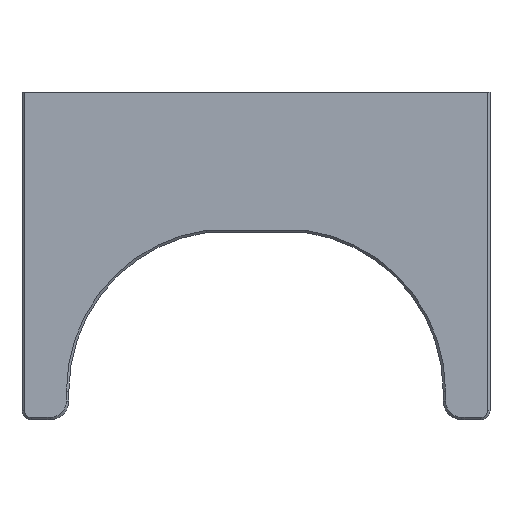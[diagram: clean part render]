
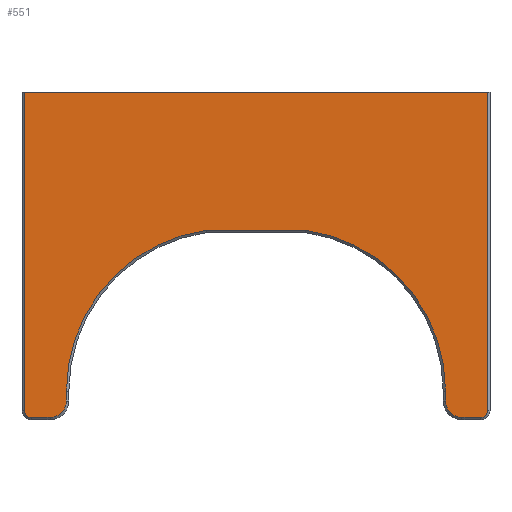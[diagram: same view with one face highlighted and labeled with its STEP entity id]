
A CAD part, front view. The second image highlights one B-rep face of the part: STEP entity #551.
In plain terms, the highlighted planar face has unit normal (0, -1, 0).
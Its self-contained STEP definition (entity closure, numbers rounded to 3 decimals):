
#7 = AXIS2_PLACEMENT_3D ( 'NONE', #812, #406, #598 ) ;
#19 = EDGE_CURVE ( 'NONE', #1309, #173, #612, .T. ) ;
#23 = CARTESIAN_POINT ( 'NONE',  ( -5.319, -7.5, 20.25 ) ) ;
#31 = CARTESIAN_POINT ( 'NONE',  ( 22., -7.5, 0.25 ) ) ;
#44 = CIRCLE ( 'NONE', #537, 17.355 ) ;
#105 = EDGE_CURVE ( 'NONE', #818, #1236, #1114, .T. ) ;
#111 = LINE ( 'NONE', #1172, #739 ) ;
#147 = VERTEX_POINT ( 'NONE', #783 ) ;
#150 = EDGE_CURVE ( 'NONE', #673, #1113, #684, .T. ) ;
#173 = VERTEX_POINT ( 'NONE', #1107 ) ;
#177 = CARTESIAN_POINT ( 'NONE',  ( -24.75, -7.5, 35. ) ) ;
#178 = CARTESIAN_POINT ( 'NONE',  ( -22., -7.5, 0.25 ) ) ;
#188 = VERTEX_POINT ( 'NONE', #975 ) ;
#193 = DIRECTION ( 'NONE',  ( -1., 0., 0. ) ) ;
#216 = DIRECTION ( 'NONE',  ( 0., 1., 0. ) ) ;
#217 = DIRECTION ( 'NONE',  ( -1., 0., 0. ) ) ;
#243 = LINE ( 'NONE', #1322, #929 ) ;
#249 = DIRECTION ( 'NONE',  ( 0., 0., 1. ) ) ;
#276 = VECTOR ( 'NONE', #405, 1000. ) ;
#284 = AXIS2_PLACEMENT_3D ( 'NONE', #732, #1382, #948 ) ;
#303 = CARTESIAN_POINT ( 'NONE',  ( 24., -7.5, 1. ) ) ;
#352 = EDGE_CURVE ( 'NONE', #1236, #1104, #382, .T. ) ;
#353 = EDGE_CURVE ( 'NONE', #647, #476, #44, .T. ) ;
#355 = VECTOR ( 'NONE', #1021, 1000. ) ;
#368 = EDGE_CURVE ( 'NONE', #147, #1309, #1252, .T. ) ;
#372 = ORIENTED_EDGE ( 'NONE', *, *, #353, .T. ) ;
#381 = ORIENTED_EDGE ( 'NONE', *, *, #1214, .T. ) ;
#382 = LINE ( 'NONE', #836, #355 ) ;
#386 = VERTEX_POINT ( 'NONE', #1057 ) ;
#388 = CARTESIAN_POINT ( 'NONE',  ( -20.25, -7.5, 3.065 ) ) ;
#397 = DIRECTION ( 'NONE',  ( 0., 0., -1. ) ) ;
#405 = DIRECTION ( 'NONE',  ( 1., 0., 0. ) ) ;
#406 = DIRECTION ( 'NONE',  ( 0., -1., 0. ) ) ;
#417 = ORIENTED_EDGE ( 'NONE', *, *, #1302, .T. ) ;
#431 = CARTESIAN_POINT ( 'NONE',  ( -24.75, -7.5, 35. ) ) ;
#451 = DIRECTION ( 'NONE',  ( -1., 0., 0. ) ) ;
#456 = EDGE_CURVE ( 'NONE', #673, #593, #1380, .T. ) ;
#476 = VERTEX_POINT ( 'NONE', #1063 ) ;
#493 = DIRECTION ( 'NONE',  ( 0., -1., 0. ) ) ;
#522 = CARTESIAN_POINT ( 'NONE',  ( 5.319, -7.5, 20.25 ) ) ;
#524 = ORIENTED_EDGE ( 'NONE', *, *, #19, .T. ) ;
#527 = FACE_OUTER_BOUND ( 'NONE', #1043, .T. ) ;
#535 = DIRECTION ( 'NONE',  ( 0., 1., 0. ) ) ;
#537 = AXIS2_PLACEMENT_3D ( 'NONE', #1341, #1249, #193 ) ;
#551 = ADVANCED_FACE ( 'NONE', ( #527 ), #1181, .F. ) ;
#554 = CARTESIAN_POINT ( 'NONE',  ( -2.895, -7.5, 3.065 ) ) ;
#565 = CARTESIAN_POINT ( 'NONE',  ( -25., -7.5, 35. ) ) ;
#593 = VERTEX_POINT ( 'NONE', #1293 ) ;
#598 = DIRECTION ( 'NONE',  ( -1., 0., 0. ) ) ;
#600 = ORIENTED_EDGE ( 'NONE', *, *, #1361, .T. ) ;
#612 = LINE ( 'NONE', #1282, #276 ) ;
#616 = CARTESIAN_POINT ( 'NONE',  ( -22., -7.5, 0.25 ) ) ;
#633 = CARTESIAN_POINT ( 'NONE',  ( 24.75, -7.5, 35. ) ) ;
#644 = CARTESIAN_POINT ( 'NONE',  ( -20.25, -7.5, 2. ) ) ;
#647 = VERTEX_POINT ( 'NONE', #522 ) ;
#648 = CIRCLE ( 'NONE', #284, 0.75 ) ;
#666 = CIRCLE ( 'NONE', #799, 17.355 ) ;
#673 = VERTEX_POINT ( 'NONE', #431 ) ;
#676 = DIRECTION ( 'NONE',  ( 0., -1., 0. ) ) ;
#681 = VECTOR ( 'NONE', #776, 1000. ) ;
#684 = LINE ( 'NONE', #565, #681 ) ;
#690 = CARTESIAN_POINT ( 'NONE',  ( 24.75, -7.5, 35. ) ) ;
#706 = ORIENTED_EDGE ( 'NONE', *, *, #894, .T. ) ;
#732 = CARTESIAN_POINT ( 'NONE',  ( -24., -7.5, 1. ) ) ;
#739 = VECTOR ( 'NONE', #1201, 1000. ) ;
#759 = DIRECTION ( 'NONE',  ( -1., 0., 0. ) ) ;
#771 = ORIENTED_EDGE ( 'NONE', *, *, #1365, .T. ) ;
#776 = DIRECTION ( 'NONE',  ( 1., 0., 0. ) ) ;
#783 = CARTESIAN_POINT ( 'NONE',  ( 20.25, -7.5, 2. ) ) ;
#799 = AXIS2_PLACEMENT_3D ( 'NONE', #554, #535, #217 ) ;
#812 = CARTESIAN_POINT ( 'NONE',  ( 22., -7.5, 2. ) ) ;
#815 = ORIENTED_EDGE ( 'NONE', *, *, #1006, .T. ) ;
#818 = VERTEX_POINT ( 'NONE', #178 ) ;
#836 = CARTESIAN_POINT ( 'NONE',  ( -20.25, -7.5, 35. ) ) ;
#894 = EDGE_CURVE ( 'NONE', #476, #147, #243, .T. ) ;
#896 = CARTESIAN_POINT ( 'NONE',  ( -22., -7.5, 2. ) ) ;
#902 = AXIS2_PLACEMENT_3D ( 'NONE', #962, #216, #759 ) ;
#915 = VECTOR ( 'NONE', #971, 1000. ) ;
#929 = VECTOR ( 'NONE', #1105, 1000. ) ;
#931 = EDGE_CURVE ( 'NONE', #386, #1113, #1213, .T. ) ;
#937 = AXIS2_PLACEMENT_3D ( 'NONE', #896, #676, #451 ) ;
#939 = ORIENTED_EDGE ( 'NONE', *, *, #352, .T. ) ;
#948 = DIRECTION ( 'NONE',  ( -1., 0., 0. ) ) ;
#962 = CARTESIAN_POINT ( 'NONE',  ( -25., -7.5, 35. ) ) ;
#966 = VECTOR ( 'NONE', #397, 1000. ) ;
#971 = DIRECTION ( 'NONE',  ( 1., 0., 0. ) ) ;
#975 = CARTESIAN_POINT ( 'NONE',  ( -24., -7.5, 0.25 ) ) ;
#979 = ORIENTED_EDGE ( 'NONE', *, *, #456, .T. ) ;
#1006 = EDGE_CURVE ( 'NONE', #173, #386, #1390, .T. ) ;
#1021 = DIRECTION ( 'NONE',  ( 0., 0., 1. ) ) ;
#1041 = LINE ( 'NONE', #616, #915 ) ;
#1043 = EDGE_LOOP ( 'NONE', ( #1256, #979, #771, #600, #1230, #939, #381, #417, #372, #706, #1108, #524, #815, #1224 ) ) ;
#1057 = CARTESIAN_POINT ( 'NONE',  ( 24.75, -7.5, 1. ) ) ;
#1063 = CARTESIAN_POINT ( 'NONE',  ( 20.25, -7.5, 3.065 ) ) ;
#1091 = AXIS2_PLACEMENT_3D ( 'NONE', #303, #493, #1274 ) ;
#1104 = VERTEX_POINT ( 'NONE', #388 ) ;
#1105 = DIRECTION ( 'NONE',  ( 0., 0., -1. ) ) ;
#1107 = CARTESIAN_POINT ( 'NONE',  ( 24., -7.5, 0.25 ) ) ;
#1108 = ORIENTED_EDGE ( 'NONE', *, *, #368, .T. ) ;
#1113 = VERTEX_POINT ( 'NONE', #633 ) ;
#1114 = CIRCLE ( 'NONE', #937, 1.75 ) ;
#1172 = CARTESIAN_POINT ( 'NONE',  ( -25., -7.5, 20.25 ) ) ;
#1181 = PLANE ( 'NONE',  #902 ) ;
#1201 = DIRECTION ( 'NONE',  ( 1., 0., 0. ) ) ;
#1213 = LINE ( 'NONE', #690, #1334 ) ;
#1214 = EDGE_CURVE ( 'NONE', #1104, #1315, #666, .T. ) ;
#1224 = ORIENTED_EDGE ( 'NONE', *, *, #931, .T. ) ;
#1230 = ORIENTED_EDGE ( 'NONE', *, *, #105, .T. ) ;
#1236 = VERTEX_POINT ( 'NONE', #644 ) ;
#1249 = DIRECTION ( 'NONE',  ( 0., 1., 0. ) ) ;
#1252 = CIRCLE ( 'NONE', #7, 1.75 ) ;
#1256 = ORIENTED_EDGE ( 'NONE', *, *, #150, .F. ) ;
#1274 = DIRECTION ( 'NONE',  ( -1., 0., 0. ) ) ;
#1282 = CARTESIAN_POINT ( 'NONE',  ( 24., -7.5, 0.25 ) ) ;
#1293 = CARTESIAN_POINT ( 'NONE',  ( -24.75, -7.5, 1. ) ) ;
#1302 = EDGE_CURVE ( 'NONE', #1315, #647, #111, .T. ) ;
#1309 = VERTEX_POINT ( 'NONE', #31 ) ;
#1315 = VERTEX_POINT ( 'NONE', #23 ) ;
#1322 = CARTESIAN_POINT ( 'NONE',  ( 20.25, -7.5, 35. ) ) ;
#1334 = VECTOR ( 'NONE', #249, 1000. ) ;
#1341 = CARTESIAN_POINT ( 'NONE',  ( 2.895, -7.5, 3.065 ) ) ;
#1361 = EDGE_CURVE ( 'NONE', #188, #818, #1041, .T. ) ;
#1365 = EDGE_CURVE ( 'NONE', #593, #188, #648, .T. ) ;
#1380 = LINE ( 'NONE', #177, #966 ) ;
#1382 = DIRECTION ( 'NONE',  ( 0., -1., 0. ) ) ;
#1390 = CIRCLE ( 'NONE', #1091, 0.75 ) ;
